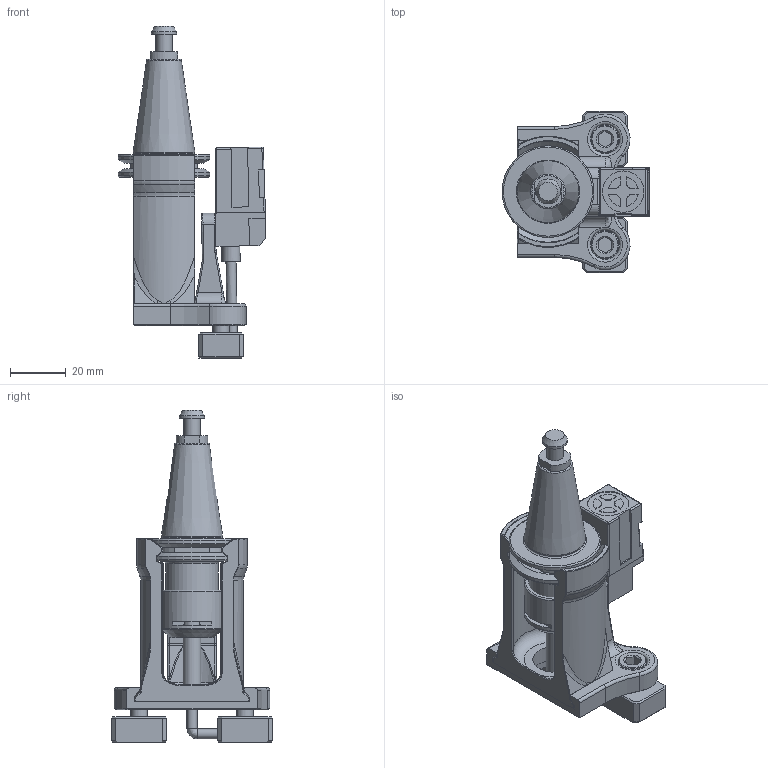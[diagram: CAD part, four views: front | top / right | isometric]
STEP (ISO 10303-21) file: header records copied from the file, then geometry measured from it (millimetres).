
FILE_DESCRIPTION(/* description */ (''),/* implementation_level */ '2;1');
FILE_NAME(/* name */ 'ISO20 Tool Holder Shapeoko 5 Pro.step',/* time_stamp */ '2024-09-28T06:45:00-05:00',/* author */ (''),/* organization */ (''),/* preprocessor_version */ 'ST-DEVELOPER v20',/* originating_system */ 'Autodesk Translation Framework v13.20.0.188',/* authorisation */ '');
FILE_SCHEMA (('AUTOMOTIVE_DESIGN { 1 0 10303 214 3 1 1 }'));
Length unit declared in the file: inch
Products named in the file (15): ISO20 Vertical Latch Holder; ISO 20 ER16 Holder; Pull Stud; ER16 Nut; Cutting Bits; Probe Pin; Vertical Latch Rev B; PL-08N Proximity Sensor; Latch B Base; Latch Removable Clip; 94459A130_Heat-Set Inserts for Plastic; Tees Nut M6; Tees Nut M6_1; 90592A016_NO THREADS_Steel Hex Nut; 91290A318_NO THREADS_Alloy Steel Socket Head Screw
Assembly tree (17 placements, depth 4):
  ISO20 Vertical Latch Holder
    ISO 20 ER16 Holder
      Pull Stud
      ER16 Nut
      Cutting Bits
        Probe Pin
    Vertical Latch Rev B
      PL-08N Proximity Sensor
      Latch B Base
      Latch Removable Clip
      94459A130_Heat-Set Inserts for Plastic  x2
      Tees Nut M6
        90592A016_NO THREADS_Steel Hex Nut
      Tees Nut M6_1
        90592A016_NO THREADS_Steel Hex Nut
      91290A318_NO THREADS_Alloy Steel Socket Head Screw  x2
Bounding box: 53.13 x 58 x 119.34 mm (x, y, z)
Volume: 61380.1 mm3; surface area: 37080.5 mm2
Topology: 17 solids, 17 shells, 896 faces, 2353 edges, 1501 vertices
Faces by surface type: bspline 300, plane 240, cylinder 226, cone 74, torus 48, sphere 8
Full cylindrical faces by diameter (mm): 2.35 x10, 3 x14, 3.6 x2, 3.705 x4, 3.9 x2, 4.15 x2, 6 x5, 6.35 x1, 6.5 x2, 6.6 x1, 7 x4, 8 x1, 8.5 x1, 9 x1, 10 x2, 10.5 x2, 12 x1, 14.85 x1, 16 x2, 17.777 x1, 18.915 x1, 21.75 x1, 22 x1, 33 x2
Entity records: 31255 total; most frequent: CARTESIAN_POINT 15976, ORIENTED_EDGE 3360, DIRECTION 2829, EDGE_CURVE 1680, AXIS2_PLACEMENT_3D 1093, VERTEX_POINT 1065, EDGE_LOOP 709, FACE_OUTER_BOUND 661
